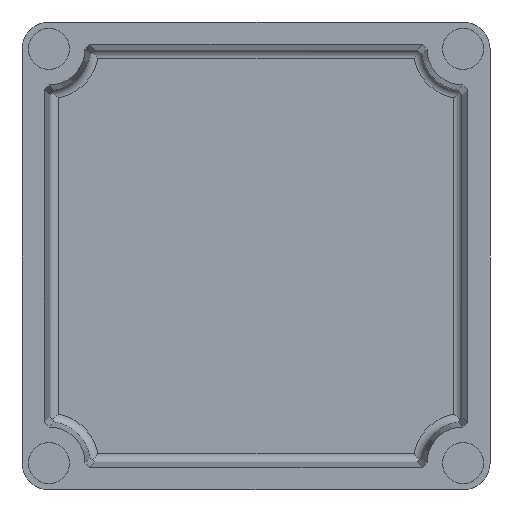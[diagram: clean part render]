
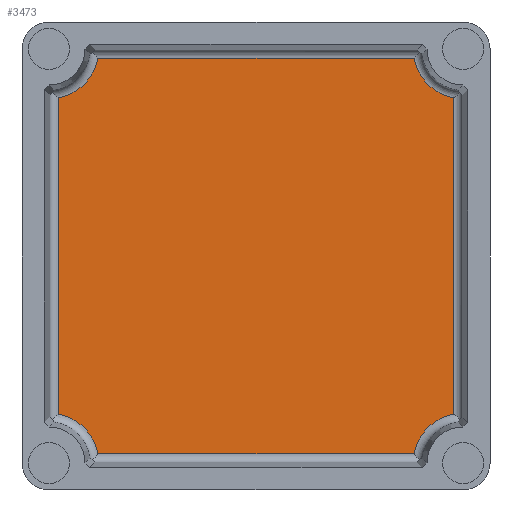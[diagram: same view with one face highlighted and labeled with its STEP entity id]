
A CAD part, front view. The second image highlights one B-rep face of the part: STEP entity #3473.
In plain terms, the highlighted planar face has unit normal (0, -1, 0).
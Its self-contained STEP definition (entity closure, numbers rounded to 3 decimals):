
#78 = CARTESIAN_POINT ( 'NONE',  ( 64.579, 26.8, -79.448 ) ) ;
#110 = VERTEX_POINT ( 'NONE', #904 ) ;
#181 = CARTESIAN_POINT ( 'NONE',  ( 83.2, 26.8, -83.2 ) ) ;
#201 = LINE ( 'NONE', #2224, #4630 ) ;
#409 = ORIENTED_EDGE ( 'NONE', *, *, #4430, .T. ) ;
#516 = CARTESIAN_POINT ( 'NONE',  ( 79.448, 26.8, -63.502 ) ) ;
#635 = ORIENTED_EDGE ( 'NONE', *, *, #2691, .T. ) ;
#820 = CARTESIAN_POINT ( 'NONE',  ( -79.448, 26.8, -64.579 ) ) ;
#853 = DIRECTION ( 'NONE',  ( 0., 0., 1. ) ) ;
#868 = CARTESIAN_POINT ( 'NONE',  ( -83.2, 26.8, 83.2 ) ) ;
#904 = CARTESIAN_POINT ( 'NONE',  ( -79.448, 26.8, 63.502 ) ) ;
#920 = DIRECTION ( 'NONE',  ( 0., 0., 1. ) ) ;
#1129 = DIRECTION ( 'NONE',  ( 0., 1., 0. ) ) ;
#1273 = CARTESIAN_POINT ( 'NONE',  ( 83.2, 26.8, 83.2 ) ) ;
#1491 = AXIS2_PLACEMENT_3D ( 'NONE', #868, #1691, #853 ) ;
#1632 = DIRECTION ( 'NONE',  ( 0., 0., -1. ) ) ;
#1661 = ORIENTED_EDGE ( 'NONE', *, *, #2305, .T. ) ;
#1663 = DIRECTION ( 'NONE',  ( 0., 1., 0. ) ) ;
#1674 = DIRECTION ( 'NONE',  ( 0., 1., 0. ) ) ;
#1691 = DIRECTION ( 'NONE',  ( 0., 1., 0. ) ) ;
#1738 = EDGE_CURVE ( 'NONE', #4459, #2897, #4856, .T. ) ;
#1756 = DIRECTION ( 'NONE',  ( 0., 1., 0. ) ) ;
#1801 = CARTESIAN_POINT ( 'NONE',  ( -63.502, 26.8, 79.448 ) ) ;
#1863 = ORIENTED_EDGE ( 'NONE', *, *, #1738, .T. ) ;
#1872 = EDGE_CURVE ( 'NONE', #4590, #4065, #3917, .T. ) ;
#1933 = CIRCLE ( 'NONE', #1491, 20.052 ) ;
#2064 = DIRECTION ( 'NONE',  ( -1., 0., 0. ) ) ;
#2107 = CARTESIAN_POINT ( 'NONE',  ( -79.448, 26.8, -63.502 ) ) ;
#2224 = CARTESIAN_POINT ( 'NONE',  ( 79.448, 26.8, 64.579 ) ) ;
#2296 = ORIENTED_EDGE ( 'NONE', *, *, #4868, .T. ) ;
#2305 = EDGE_CURVE ( 'NONE', #3815, #2592, #201, .T. ) ;
#2417 = AXIS2_PLACEMENT_3D ( 'NONE', #3490, #1129, #3146 ) ;
#2443 = DIRECTION ( 'NONE',  ( 1., 0., 0. ) ) ;
#2500 = CARTESIAN_POINT ( 'NONE',  ( 83.2, 26.8, -83.2 ) ) ;
#2510 = FACE_OUTER_BOUND ( 'NONE', #3393, .T. ) ;
#2548 = CIRCLE ( 'NONE', #2417, 20.052 ) ;
#2592 = VERTEX_POINT ( 'NONE', #4146 ) ;
#2608 = DIRECTION ( 'NONE',  ( 0., 0., 1. ) ) ;
#2691 = EDGE_CURVE ( 'NONE', #4872, #4590, #2548, .T. ) ;
#2897 = VERTEX_POINT ( 'NONE', #1801 ) ;
#2974 = DIRECTION ( 'NONE',  ( 0., 0., 1. ) ) ;
#3100 = AXIS2_PLACEMENT_3D ( 'NONE', #181, #1756, #2974 ) ;
#3146 = DIRECTION ( 'NONE',  ( 0., 0., 1. ) ) ;
#3240 = CARTESIAN_POINT ( 'NONE',  ( 63.502, 26.8, 79.448 ) ) ;
#3393 = EDGE_LOOP ( 'NONE', ( #409, #635, #4061, #2296, #1661, #5154, #1863, #4484 ) ) ;
#3395 = VECTOR ( 'NONE', #1632, 1000. ) ;
#3412 = EDGE_CURVE ( 'NONE', #2592, #4459, #3845, .T. ) ;
#3473 = ADVANCED_FACE ( 'NONE', ( #2510 ), #4567, .F. ) ;
#3490 = CARTESIAN_POINT ( 'NONE',  ( -83.2, 26.8, -83.2 ) ) ;
#3815 = VERTEX_POINT ( 'NONE', #516 ) ;
#3845 = CIRCLE ( 'NONE', #4638, 20.052 ) ;
#3917 = LINE ( 'NONE', #78, #4657 ) ;
#3925 = CARTESIAN_POINT ( 'NONE',  ( 63.502, 26.8, -79.448 ) ) ;
#4061 = ORIENTED_EDGE ( 'NONE', *, *, #1872, .T. ) ;
#4065 = VERTEX_POINT ( 'NONE', #3925 ) ;
#4105 = AXIS2_PLACEMENT_3D ( 'NONE', #2500, #1663, #4149 ) ;
#4128 = CIRCLE ( 'NONE', #4105, 20.052 ) ;
#4146 = CARTESIAN_POINT ( 'NONE',  ( 79.448, 26.8, 63.502 ) ) ;
#4149 = DIRECTION ( 'NONE',  ( 0., 0., 1. ) ) ;
#4162 = LINE ( 'NONE', #820, #3395 ) ;
#4430 = EDGE_CURVE ( 'NONE', #110, #4872, #4162, .T. ) ;
#4451 = CARTESIAN_POINT ( 'NONE',  ( -64.579, 26.8, 79.448 ) ) ;
#4459 = VERTEX_POINT ( 'NONE', #3240 ) ;
#4484 = ORIENTED_EDGE ( 'NONE', *, *, #4938, .T. ) ;
#4567 = PLANE ( 'NONE',  #3100 ) ;
#4590 = VERTEX_POINT ( 'NONE', #5037 ) ;
#4630 = VECTOR ( 'NONE', #2608, 1000. ) ;
#4638 = AXIS2_PLACEMENT_3D ( 'NONE', #1273, #1674, #920 ) ;
#4657 = VECTOR ( 'NONE', #2443, 1000. ) ;
#4856 = LINE ( 'NONE', #4451, #5109 ) ;
#4868 = EDGE_CURVE ( 'NONE', #4065, #3815, #4128, .T. ) ;
#4872 = VERTEX_POINT ( 'NONE', #2107 ) ;
#4938 = EDGE_CURVE ( 'NONE', #2897, #110, #1933, .T. ) ;
#5037 = CARTESIAN_POINT ( 'NONE',  ( -63.502, 26.8, -79.448 ) ) ;
#5109 = VECTOR ( 'NONE', #2064, 1000. ) ;
#5154 = ORIENTED_EDGE ( 'NONE', *, *, #3412, .T. ) ;
